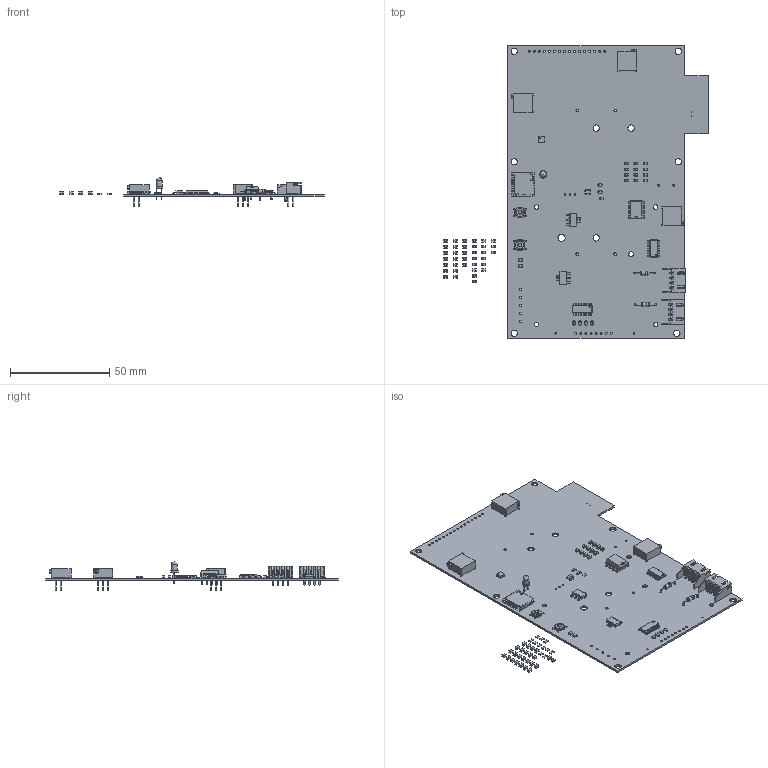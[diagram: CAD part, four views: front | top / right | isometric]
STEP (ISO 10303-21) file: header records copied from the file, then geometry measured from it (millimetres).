
FILE_DESCRIPTION(('KiCad electronic assembly'),'2;1');
FILE_NAME('ee110_alpha_board_rev2.step','2024-04-26T03:02:58',('Pcbnew') ,('Kicad'),'Open CASCADE STEP processor 7.7','KiCad to STEP converter' ,'Unknown');
FILE_SCHEMA(('AUTOMOTIVE_DESIGN { 1 0 10303 214 1 1 1 1 }'));
Length unit declared in the file: millimetre
Products named in the file (38): ee110_alpha_board_rev2 1; C_0805_2012Metric; D_SOD-323F; D_SOD_323F; Potentiometer_Bourns_3296P_Horizontal; CP_EIA-2012-12_Kemet-R; CP_EIA_2012_12_Kemet_R; R_0805_2012Metric; L_0805_2012Metric; QFN-24-1EP_3x3mm_P0.4mm_EP1.75x1.6mm; QFN-24-1EP_3x3mm_Pitch0.4mm; LED_0805_2012Metric; SW_SPST_TL3342; JST_XH_S4B-XH-A-1_1x04_P2.50mm_Horizontal; JST_S4B_XH_A_1; D_DO-35_SOD27_P10.16mm_Horizontal; SOT-223; SOT_223; LED_D3.0mm; microSD_HC_Hirose_DM3D-SF; SOIC-16_3.9x9.9mm_P1.27mm; SOIC_16_39x99mm_P127mm; SOT-23-5; SOT_23_5; DIP-8_W7.62mm; SOIC-14_3.9x8.7mm_P1.27mm; SOIC_14_39x87mm_P127mm; ee110_alpha_board_rev2_PCB
Assembly tree (94 placements, depth 3):
  ee110_alpha_board_rev2 1
    C_0805_2012Metric  x19
      C_0805_2012Metric
    D_SOD-323F  x6
      D_SOD_323F
    Potentiometer_Bourns_3296P_Horizontal  x3
      Potentiometer_Bourns_3296P_Horizontal
    CP_EIA-2012-12_Kemet-R  x14
      CP_EIA_2012_12_Kemet_R
    R_0805_2012Metric  x12
      R_0805_2012Metric
    L_0805_2012Metric  x4
      L_0805_2012Metric
    QFN-24-1EP_3x3mm_P0.4mm_EP1.75x1.6mm
      QFN-24-1EP_3x3mm_Pitch0.4mm
    LED_0805_2012Metric  x2
      LED_0805_2012Metric
    SW_SPST_TL3342  x2
      SW_SPST_TL3342
    JST_XH_S4B-XH-A-1_1x04_P2.50mm_Horizontal  x2
      JST_S4B_XH_A_1
    D_DO-35_SOD27_P10.16mm_Horizontal  x2
      D_DO-35_SOD27_P10.16mm_Horizontal
    SOT-223  x2
      SOT_223
    LED_D3.0mm
      LED_D3.0mm
    microSD_HC_Hirose_DM3D-SF
      microSD_HC_Hirose_DM3D-SF
    SOIC-16_3.9x9.9mm_P1.27mm
      SOIC_16_39x99mm_P127mm
    SOT-23-5
      SOT_23_5
    DIP-8_W7.62mm
      DIP-8_W7.62mm
    SOIC-14_3.9x8.7mm_P1.27mm
      SOIC_14_39x87mm_P127mm
    ee110_alpha_board_rev2_PCB
Bounding box: 133.22 x 147.32 x 14.32 mm (x, y, z)
Volume: 15780.3 mm3; surface area: 32582.4 mm2
Topology: 76 solids, 78 shells, 4140 faces, 10839 edges, 6980 vertices
Faces by surface type: plane 2873, cylinder 893, bspline 363, torus 10, sphere 1
Full cylindrical faces by diameter (mm): 0.3 x2, 0.5 x9, 0.51 x9, 0.6 x2, 0.762 x5, 0.8 x21, 0.9 x2, 0.95 x8, 1 x23, 1.016 x8, 1.321 x4, 2 x6, 2.02 x2, 2.19 x3, 2.2 x4, 2.388 x1, 3 x1, 3.175 x3, 3.2 x6, 3.556 x1
Entity records: 79073 total; most frequent: CARTESIAN_POINT 13538, ORIENTED_EDGE 10902, DIRECTION 10002, EDGE_CURVE 5450, LINE 4392, VECTOR 4392, VERTEX_POINT 3472, AXIS2_PLACEMENT_3D 2805
